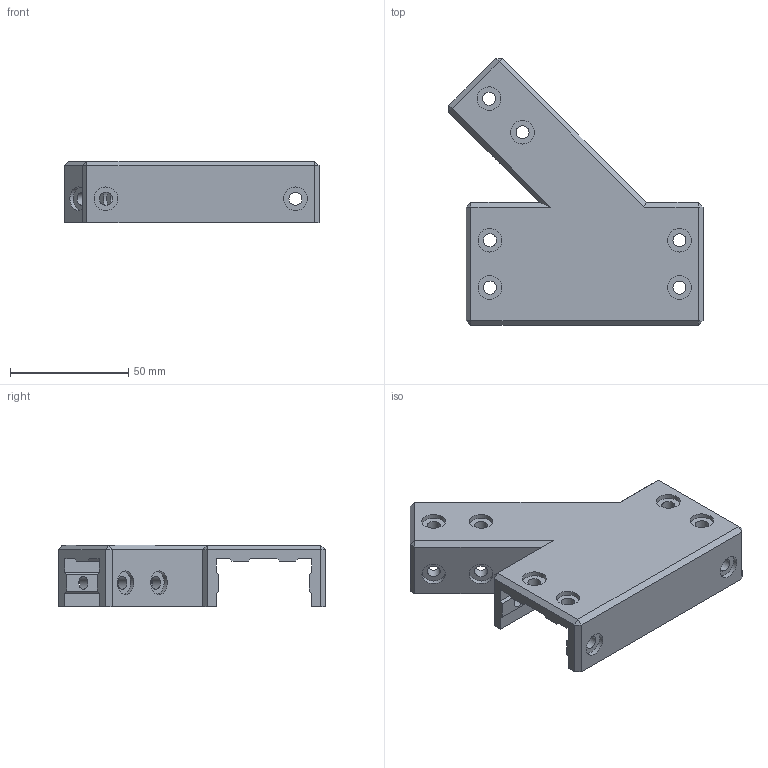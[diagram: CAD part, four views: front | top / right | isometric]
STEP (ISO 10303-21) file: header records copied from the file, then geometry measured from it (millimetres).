
FILE_DESCRIPTION(/* description */ (''),/* implementation_level */ '2;1');
FILE_NAME(/* name */ '1-Side_Support_Top_Brace_Left v1 v1.step',/* time_stamp */ '2019-09-14T12:47:47-04:00',/* author */ (''),/* organization */ (''),/* preprocessor_version */ 'ST-DEVELOPER v18',/* originating_system */ 'Autodesk Translation Framework v8.6.0.1094',/* authorisation */ '');
FILE_SCHEMA (('AUTOMOTIVE_DESIGN { 1 0 10303 214 3 1 1 }'));
Length unit declared in the file: millimetre
Products named in the file (1): 1-Side_Support_Top_Brace_Left v1
Bounding box: 107.32 x 112.64 x 26.15 mm (x, y, z)
Volume: 87843.2 mm3; surface area: 32475.3 mm2
Topology: 1 solids, 1 shells, 108 faces, 256 edges, 164 vertices
Faces by surface type: plane 80, cylinder 28
Full cylindrical faces by diameter (mm): 5.5 x14, 10 x14
Entity records: 3172 total; most frequent: DIRECTION 530, CARTESIAN_POINT 529, ORIENTED_EDGE 512, EDGE_CURVE 256, LINE 200, VECTOR 200, AXIS2_PLACEMENT_3D 165, VERTEX_POINT 164
